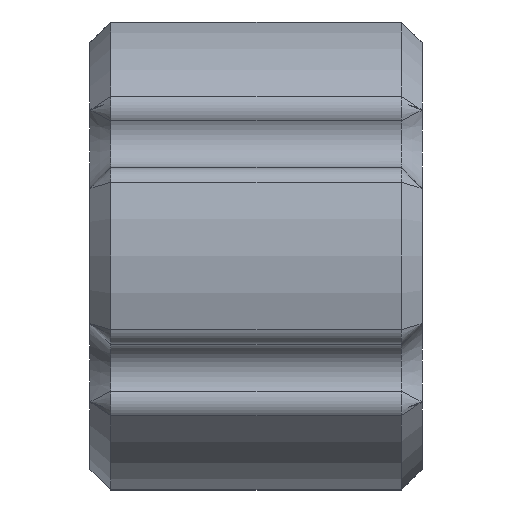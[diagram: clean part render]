
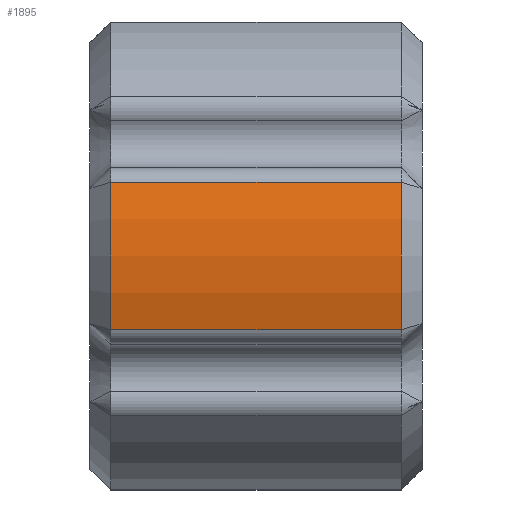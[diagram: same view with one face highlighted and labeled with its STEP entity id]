
A CAD part, left-side view. The second image highlights one B-rep face of the part: STEP entity #1895.
In plain terms, the highlighted cylindrical face has radius 11.5 mm (diameter 23 mm), a partial arc.
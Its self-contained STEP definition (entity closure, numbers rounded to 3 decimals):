
#156 = CARTESIAN_POINT ( 'NONE',  ( -10.936, 15., 3.558 ) ) ;
#229 = CARTESIAN_POINT ( 'NONE',  ( -10.936, 1., -3.558 ) ) ;
#245 = CIRCLE ( 'NONE', #2482, 11.5 ) ;
#266 = DIRECTION ( 'NONE',  ( 0., 1., 0. ) ) ;
#378 = DIRECTION ( 'NONE',  ( 0., 0., 1. ) ) ;
#385 = DIRECTION ( 'NONE',  ( 0., -1., 0. ) ) ;
#402 = DIRECTION ( 'NONE',  ( 0., 1., 0. ) ) ;
#420 = VECTOR ( 'NONE', #1030, 1000. ) ;
#602 = LINE ( 'NONE', #1404, #2548 ) ;
#606 = ORIENTED_EDGE ( 'NONE', *, *, #1231, .T. ) ;
#678 = VERTEX_POINT ( 'NONE', #156 ) ;
#711 = DIRECTION ( 'NONE',  ( 0., -1., 0. ) ) ;
#726 = CARTESIAN_POINT ( 'NONE',  ( 0., 15., 0. ) ) ;
#749 = DIRECTION ( 'NONE',  ( 0., 0., 1. ) ) ;
#884 = EDGE_CURVE ( 'NONE', #1506, #2200, #1346, .T. ) ;
#897 = EDGE_LOOP ( 'NONE', ( #1082, #2078, #606, #2472 ) ) ;
#1030 = DIRECTION ( 'NONE',  ( 0., -1., 0. ) ) ;
#1082 = ORIENTED_EDGE ( 'NONE', *, *, #1592, .T. ) ;
#1180 = DIRECTION ( 'NONE',  ( 0., 0., -1. ) ) ;
#1231 = EDGE_CURVE ( 'NONE', #2200, #678, #602, .T. ) ;
#1306 = VERTEX_POINT ( 'NONE', #1697 ) ;
#1324 = CARTESIAN_POINT ( 'NONE',  ( -10.936, 1., 3.558 ) ) ;
#1346 = CIRCLE ( 'NONE', #2032, 11.5 ) ;
#1404 = CARTESIAN_POINT ( 'NONE',  ( -10.936, 16., 3.558 ) ) ;
#1506 = VERTEX_POINT ( 'NONE', #229 ) ;
#1592 = EDGE_CURVE ( 'NONE', #1306, #1506, #2035, .T. ) ;
#1665 = AXIS2_PLACEMENT_3D ( 'NONE', #2387, #385, #1180 ) ;
#1697 = CARTESIAN_POINT ( 'NONE',  ( -10.936, 15., -3.558 ) ) ;
#1743 = EDGE_CURVE ( 'NONE', #678, #1306, #245, .T. ) ;
#1895 = ADVANCED_FACE ( 'NONE', ( #2008 ), #2198, .T. ) ;
#2008 = FACE_OUTER_BOUND ( 'NONE', #897, .T. ) ;
#2032 = AXIS2_PLACEMENT_3D ( 'NONE', #2612, #266, #378 ) ;
#2035 = LINE ( 'NONE', #2264, #420 ) ;
#2078 = ORIENTED_EDGE ( 'NONE', *, *, #884, .T. ) ;
#2198 = CYLINDRICAL_SURFACE ( 'NONE', #1665, 11.5 ) ;
#2200 = VERTEX_POINT ( 'NONE', #1324 ) ;
#2264 = CARTESIAN_POINT ( 'NONE',  ( -10.936, 16., -3.558 ) ) ;
#2387 = CARTESIAN_POINT ( 'NONE',  ( 0., 16., 0. ) ) ;
#2472 = ORIENTED_EDGE ( 'NONE', *, *, #1743, .T. ) ;
#2482 = AXIS2_PLACEMENT_3D ( 'NONE', #726, #711, #749 ) ;
#2548 = VECTOR ( 'NONE', #402, 1000. ) ;
#2612 = CARTESIAN_POINT ( 'NONE',  ( 0., 1., 0. ) ) ;
